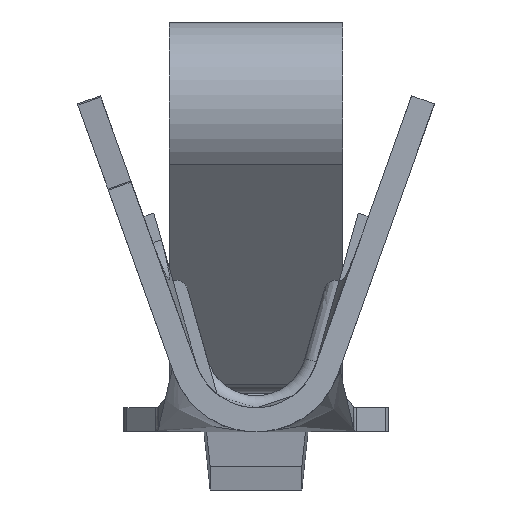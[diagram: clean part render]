
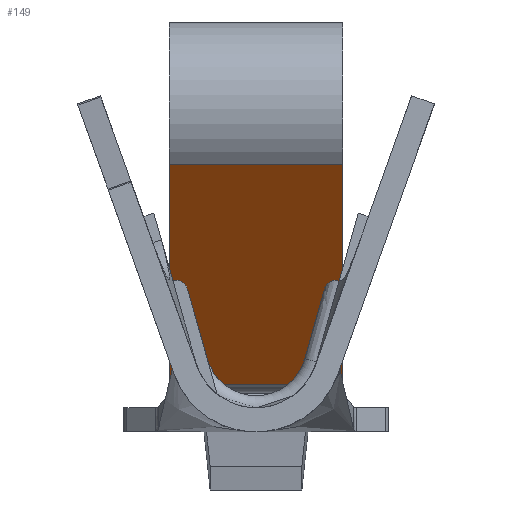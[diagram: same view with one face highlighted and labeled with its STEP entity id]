
A CAD part, left-side view. The second image highlights one B-rep face of the part: STEP entity #149.
In plain terms, the highlighted planar face has unit normal (-0.768, 0, -0.64).
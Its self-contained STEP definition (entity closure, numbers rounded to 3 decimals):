
#149 = ADVANCED_FACE( '', ( #351 ), #352, .F. );
#351 = FACE_OUTER_BOUND( '', #997, .T. );
#352 = PLANE( '', #998 );
#997 = EDGE_LOOP( '', ( #1904, #1905, #1906, #1907 ) );
#998 = AXIS2_PLACEMENT_3D( '', #1908, #1909, #1910 );
#1904 = ORIENTED_EDGE( '', *, *, #2569, .T. );
#1905 = ORIENTED_EDGE( '', *, *, #2570, .T. );
#1906 = ORIENTED_EDGE( '', *, *, #2571, .F. );
#1907 = ORIENTED_EDGE( '', *, *, #2558, .F. );
#1908 = CARTESIAN_POINT( '', ( 2.459, -0.9, 2.774 ) );
#1909 = DIRECTION( '', ( 0.768, 0., 0.641 ) );
#1910 = DIRECTION( '', ( 0.641, 0., -0.768 ) );
#2558 = EDGE_CURVE( '', #3100, #3102, #3103, .T. );
#2569 = EDGE_CURVE( '', #3100, #3121, #3123, .T. );
#2570 = EDGE_CURVE( '', #3121, #3124, #3125, .T. );
#2571 = EDGE_CURVE( '', #3102, #3124, #3126, .T. );
#3100 = VERTEX_POINT( '', #4519 );
#3102 = VERTEX_POINT( '', #4521 );
#3103 = LINE( '', #4522, #4523 );
#3121 = VERTEX_POINT( '', #4546 );
#3123 = LINE( '', #4548, #4549 );
#3124 = VERTEX_POINT( '', #4550 );
#3125 = LINE( '', #4551, #4552 );
#3126 = LINE( '', #4553, #4554 );
#4519 = CARTESIAN_POINT( '', ( 2.459, -0.9, 2.774 ) );
#4521 = CARTESIAN_POINT( '', ( 4.361, -0.9, 0.493 ) );
#4522 = CARTESIAN_POINT( '', ( 2.459, -0.9, 2.774 ) );
#4523 = VECTOR( '', #5063, 1000. );
#4546 = CARTESIAN_POINT( '', ( 2.459, 0.9, 2.774 ) );
#4548 = CARTESIAN_POINT( '', ( 2.459, -0.9, 2.774 ) );
#4549 = VECTOR( '', #5084, 1000. );
#4550 = CARTESIAN_POINT( '', ( 4.361, 0.9, 0.493 ) );
#4551 = CARTESIAN_POINT( '', ( 2.459, 0.9, 2.774 ) );
#4552 = VECTOR( '', #5085, 1000. );
#4553 = CARTESIAN_POINT( '', ( 4.361, -0.9, 0.493 ) );
#4554 = VECTOR( '', #5086, 1000. );
#5063 = DIRECTION( '', ( 0.641, 0., -0.768 ) );
#5084 = DIRECTION( '', ( 0., 1., 0. ) );
#5085 = DIRECTION( '', ( 0.641, 0., -0.768 ) );
#5086 = DIRECTION( '', ( 0., 1., 0. ) );
